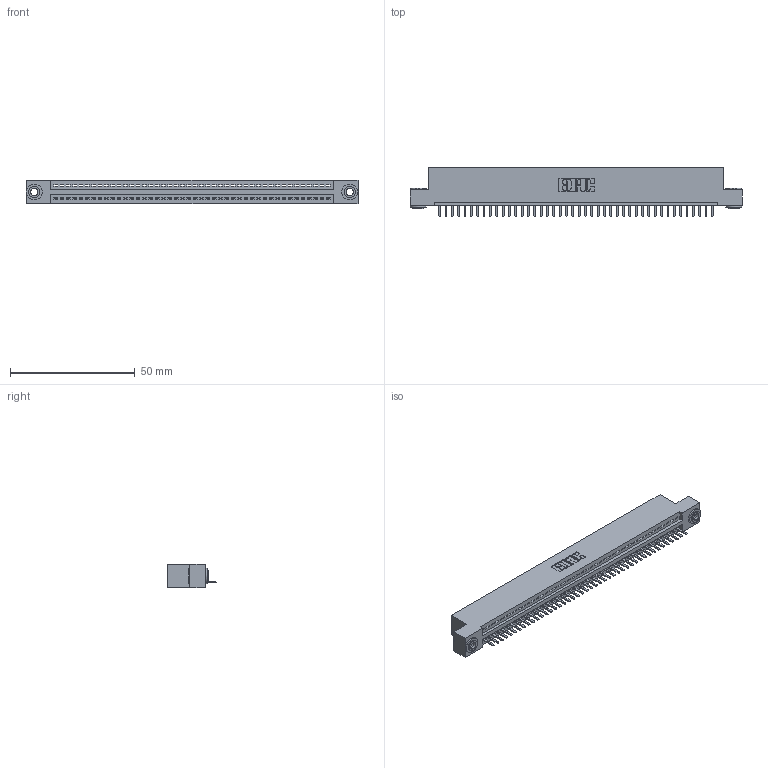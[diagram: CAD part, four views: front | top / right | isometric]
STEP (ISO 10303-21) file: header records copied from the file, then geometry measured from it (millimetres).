
FILE_DESCRIPTION (( 'STEP AP203' ), '1' );
FILE_NAME ('345-044-520-103.STEP', '2019-10-08T18:12:37', ( '' ), ( '' ), 'SwSTEP 2.0', 'SolidWorks 2016', '' );
FILE_SCHEMA (( 'CONFIG_CONTROL_DESIGN' ));
Length unit declared in the file: inch
Products named in the file (4): 345 Part_Flush Mounting Lugs - 0.156 Dia-TH; 345-292-001_345-293-120; 345-250-002_345-250-002-102; 345-044-520-103
Assembly tree (47 placements, depth 2):
  345-044-520-103
    345 Part_Flush Mounting Lugs - 0.156 Dia-TH
    345-292-001_345-293-120  x44
    345-250-002_345-250-002-102  x2
Bounding box: 132.97 x 19.68 x 9.4 mm (x, y, z)
Volume: 12538.7 mm3; surface area: 16490.5 mm2
Topology: 47 solids, 47 shells, 2892 faces, 8513 edges, 5554 vertices
Faces by surface type: plane 1938, cylinder 946, cone 8
Entity records: 33610 total; most frequent: CARTESIAN_POINT 5811, ORIENTED_EDGE 5770, DIRECTION 5091, EDGE_CURVE 2885, LINE 2549, VECTOR 2549, VERTEX_POINT 1918, AXIS2_PLACEMENT_3D 1271
